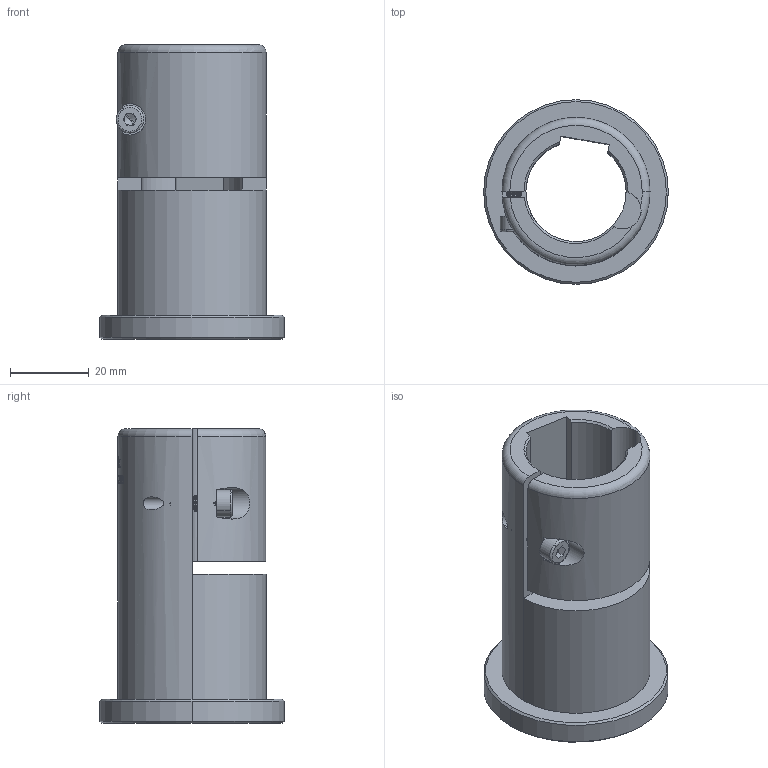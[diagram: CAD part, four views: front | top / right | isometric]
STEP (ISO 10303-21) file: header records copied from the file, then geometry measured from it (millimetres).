
FILE_DESCRIPTION (( 'STEP AP203' ), '1' );
FILE_NAME ('FCRB25-75B.STEP', '2025-07-10T03:01:24', ( '' ), ( '' ), 'SwSTEP 2.0', 'SolidWorks 2020', '' );
FILE_SCHEMA (( 'CONFIG_CONTROL_DESIGN' ));
Length unit declared in the file: millimetre
Products named in the file (1): FCRB25-75B
Bounding box: 47 x 47 x 75 mm (x, y, z)
Volume: 45445 mm3; surface area: 18943.4 mm2
Topology: 2 solids, 2 shells, 562 faces, 1522 edges, 989 vertices
Faces by surface type: bspline 248, cone 119, cylinder 98, plane 95, torus 2
Entity records: 28386 total; most frequent: CARTESIAN_POINT 16115, ORIENTED_EDGE 3040, DIRECTION 1771, EDGE_CURVE 1520, VERTEX_POINT 989, B_SPLINE_CURVE_WITH_KNOTS 795, AXIS2_PLACEMENT_3D 733, EDGE_LOOP 595
